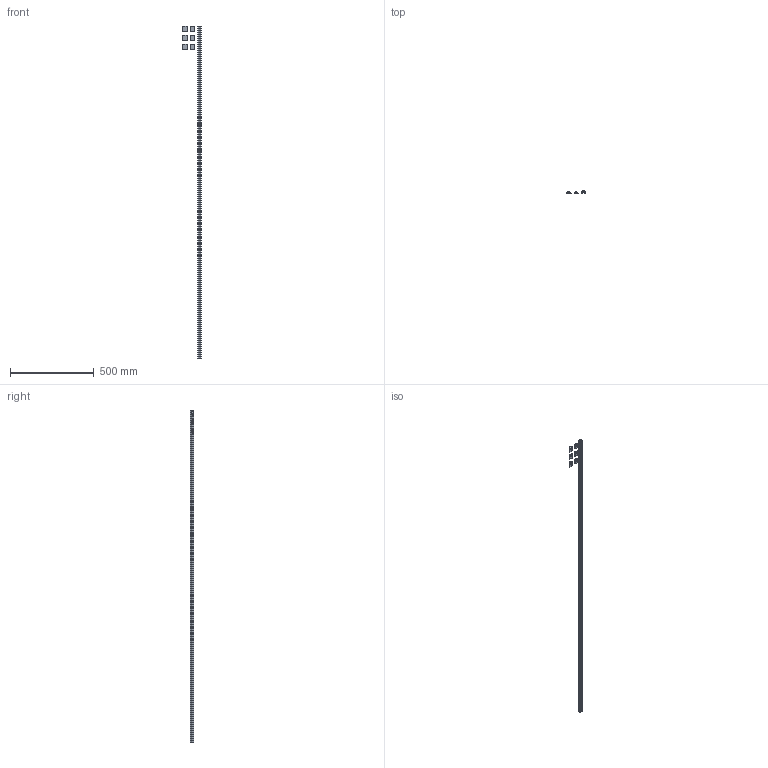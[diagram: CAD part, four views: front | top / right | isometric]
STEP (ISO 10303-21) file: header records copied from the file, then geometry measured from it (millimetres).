
FILE_DESCRIPTION (( 'STEP AP203' ), '1' );
FILE_NAME ('FSA890 AH2.STEP', '2025-04-15T13:10:49', ( '' ), ( '' ), 'SwSTEP 2.0', 'SolidWorks 2023', '' );
FILE_SCHEMA (( 'CONFIG_CONTROL_DESIGN' ));
Length unit declared in the file: millimetre
Products named in the file (10): Schraube; AH2 Clip; Folie; Klebeband; Kunststoffplatte_01; Mutter; Blech_01; Abdeckprofil FSA8900_1000; Klebefläche; FSA890 AH2
Assembly tree (14 placements, depth 4):
  FSA890 AH2
    Abdeckprofil FSA8900_1000
    AH2 Clip  x6
      Kunststoffplatte_01
      Blech_01
      Mutter
      Schraube
      Klebeband
        Klebefläche
        Folie
Bounding box: 108.8 x 20.49 x 1980 mm (x, y, z)
Volume: 136106 mm3; surface area: 247537.9 mm2
Topology: 37 solids, 37 shells, 1013 faces, 2661 edges, 1728 vertices
Faces by surface type: plane 536, cylinder 381, cone 72, sphere 12, torus 12
Entity records: 7647 total; most frequent: CARTESIAN_POINT 1200, DIRECTION 1165, ORIENTED_EDGE 1078, EDGE_CURVE 539, AXIS2_PLACEMENT_3D 418, VERTEX_POINT 353, VECTOR 329, LINE 329
